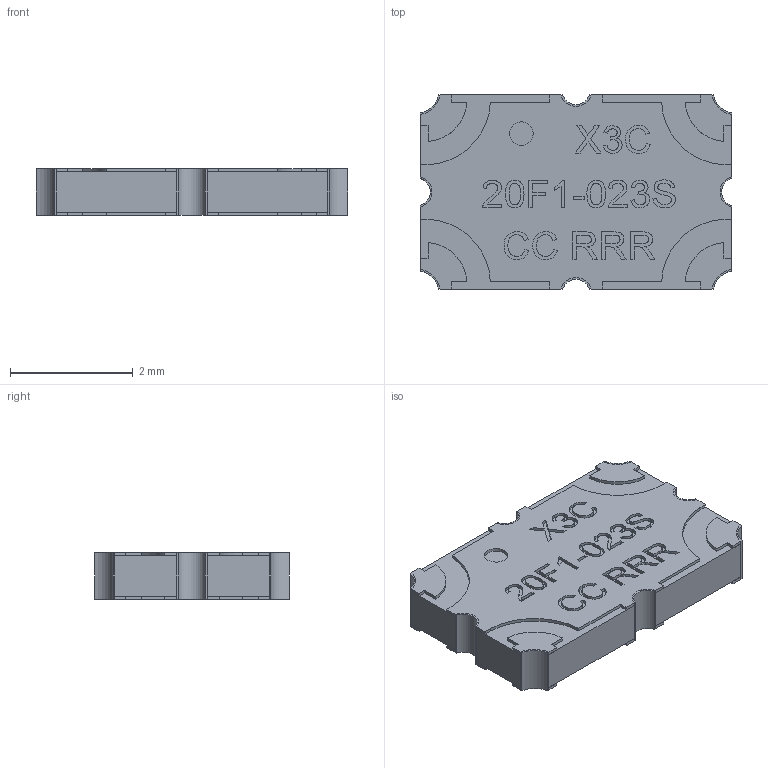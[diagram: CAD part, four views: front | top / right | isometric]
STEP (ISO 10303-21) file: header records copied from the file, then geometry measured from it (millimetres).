
FILE_DESCRIPTION (( 'STEP AP203' ), '1' );
FILE_NAME ('X3C20F1-023S_Model.STEP', '2024-02-20T20:14:04', ( '' ), ( '' ), 'SwSTEP 2.0', 'SolidWorks 2023', '' );
FILE_SCHEMA (( 'CONFIG_CONTROL_DESIGN' ));
Length unit declared in the file: inch
Products named in the file (1): X3C20F1-023S_Model
Bounding box: 5.08 x 3.17 x 0.76 mm (x, y, z)
Volume: 11.5 mm3; surface area: 100.3 mm2
Topology: 24 solids, 24 shells, 449 faces, 1203 edges, 802 vertices
Faces by surface type: plane 258, bspline 134, cylinder 57
Entity records: 20640 total; most frequent: CARTESIAN_POINT 10093, ORIENTED_EDGE 2406, DIRECTION 1681, EDGE_CURVE 1203, LINE 821, VECTOR 821, VERTEX_POINT 802, EDGE_LOOP 487
